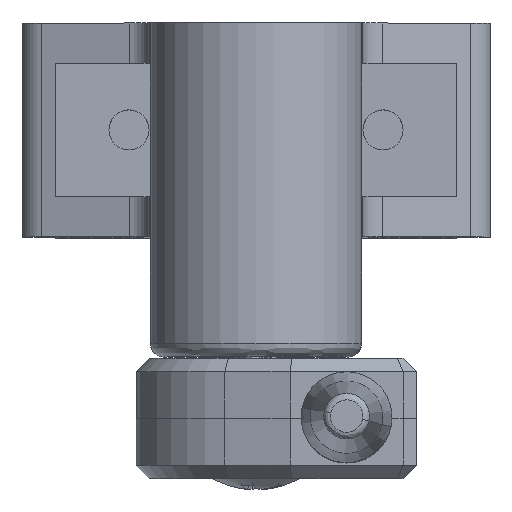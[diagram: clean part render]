
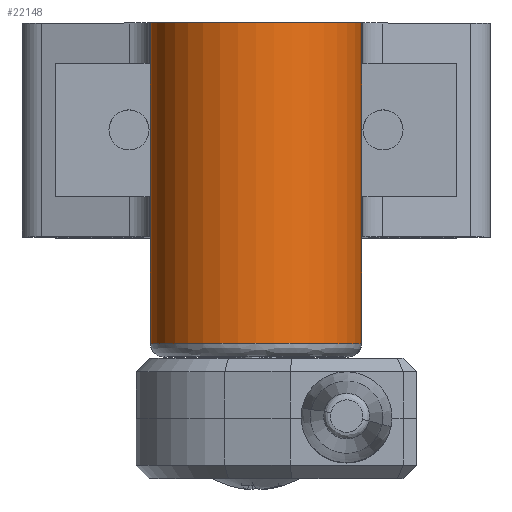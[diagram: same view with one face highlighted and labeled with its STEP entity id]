
A CAD part, top view. The second image highlights one B-rep face of the part: STEP entity #22148.
In plain terms, the highlighted cylindrical face has radius 7.9 mm (diameter 15.8 mm), a partial arc.
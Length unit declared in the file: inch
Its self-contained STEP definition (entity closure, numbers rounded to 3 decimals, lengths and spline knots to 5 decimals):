
#49 = AXIS2_PLACEMENT_3D ( 'NONE', #2891, #19987, #22728 ) ;
#1048 = ORIENTED_EDGE ( 'NONE', *, *, #24061, .F. ) ;
#1760 = AXIS2_PLACEMENT_3D ( 'NONE', #14599, #27478, #5848 ) ;
#1794 = VERTEX_POINT ( 'NONE', #14655 ) ;
#1988 = CARTESIAN_POINT ( 'NONE',  ( 0.27725, 0.31496, 2.23707 ) ) ;
#2851 = VECTOR ( 'NONE', #14796, 39.37008 ) ;
#2891 = CARTESIAN_POINT ( 'NONE',  ( -0.03377, 0.31496, 2.23707 ) ) ;
#3966 = AXIS2_PLACEMENT_3D ( 'NONE', #16819, #21181, #23070 ) ;
#3974 = VERTEX_POINT ( 'NONE', #25448 ) ;
#5848 = DIRECTION ( 'NONE',  ( 1., 0., 0. ) ) ;
#5944 = CARTESIAN_POINT ( 'NONE',  ( 0.27725, -0.31496, 2.23707 ) ) ;
#6608 = CARTESIAN_POINT ( 'NONE',  ( 0.27725, -0.62992, 2.23707 ) ) ;
#7152 = VECTOR ( 'NONE', #13593, 39.37008 ) ;
#7934 = LINE ( 'NONE', #1988, #13438 ) ;
#8931 = EDGE_CURVE ( 'NONE', #3974, #13972, #13277, .T. ) ;
#9193 = CARTESIAN_POINT ( 'NONE',  ( -0.3448, 0.31496, 2.23707 ) ) ;
#9285 = EDGE_CURVE ( 'NONE', #21612, #1794, #21019, .T. ) ;
#9410 = VECTOR ( 'NONE', #20123, 39.37008 ) ;
#10710 = DIRECTION ( 'NONE',  ( 0., -1., 0. ) ) ;
#10805 = EDGE_CURVE ( 'NONE', #13972, #26391, #22710, .T. ) ;
#11053 = CARTESIAN_POINT ( 'NONE',  ( -0.3448, -0.62992, 2.23707 ) ) ;
#11517 = EDGE_CURVE ( 'NONE', #21057, #21612, #18910, .T. ) ;
#13277 = LINE ( 'NONE', #9193, #7152 ) ;
#13438 = VECTOR ( 'NONE', #10710, 39.37008 ) ;
#13593 = DIRECTION ( 'NONE',  ( 0., -1., 0. ) ) ;
#13972 = VERTEX_POINT ( 'NONE', #11053 ) ;
#14599 = CARTESIAN_POINT ( 'NONE',  ( -0.03377, 0.31496, 2.23707 ) ) ;
#14655 = CARTESIAN_POINT ( 'NONE',  ( -0.3448, 0.31496, 2.23707 ) ) ;
#14796 = DIRECTION ( 'NONE',  ( 0., -1., 0. ) ) ;
#14894 = CARTESIAN_POINT ( 'NONE',  ( -0.3448, 0.31496, 2.23707 ) ) ;
#16819 = CARTESIAN_POINT ( 'NONE',  ( -0.03377, -0.62992, 2.23707 ) ) ;
#17954 = CARTESIAN_POINT ( 'NONE',  ( 0.27725, 0.31496, 2.23707 ) ) ;
#18910 = LINE ( 'NONE', #17954, #9410 ) ;
#19892 = CARTESIAN_POINT ( 'NONE',  ( 0.27725, 0.31496, 2.23707 ) ) ;
#19987 = DIRECTION ( 'NONE',  ( 0., -1., 0. ) ) ;
#20123 = DIRECTION ( 'NONE',  ( 0., 1., 0. ) ) ;
#20228 = ORIENTED_EDGE ( 'NONE', *, *, #11517, .T. ) ;
#21019 = CIRCLE ( 'NONE', #1760, 0.31102 ) ;
#21057 = VERTEX_POINT ( 'NONE', #5944 ) ;
#21181 = DIRECTION ( 'NONE',  ( 0., 1., 0. ) ) ;
#21366 = EDGE_CURVE ( 'NONE', #1794, #3974, #23233, .T. ) ;
#21612 = VERTEX_POINT ( 'NONE', #19892 ) ;
#22148 = ADVANCED_FACE ( 'NONE', ( #23208 ), #27968, .T. ) ;
#22710 = CIRCLE ( 'NONE', #3966, 0.31102 ) ;
#22728 = DIRECTION ( 'NONE',  ( 1., 0., 0. ) ) ;
#22839 = ORIENTED_EDGE ( 'NONE', *, *, #8931, .T. ) ;
#23070 = DIRECTION ( 'NONE',  ( 1., 0., 0. ) ) ;
#23208 = FACE_OUTER_BOUND ( 'NONE', #24857, .T. ) ;
#23233 = LINE ( 'NONE', #14894, #2851 ) ;
#24061 = EDGE_CURVE ( 'NONE', #21057, #26391, #7934, .T. ) ;
#24694 = ORIENTED_EDGE ( 'NONE', *, *, #21366, .T. ) ;
#24857 = EDGE_LOOP ( 'NONE', ( #24694, #22839, #26942, #1048, #20228, #25002 ) ) ;
#25002 = ORIENTED_EDGE ( 'NONE', *, *, #9285, .T. ) ;
#25448 = CARTESIAN_POINT ( 'NONE',  ( -0.3448, -0.31496, 2.23707 ) ) ;
#26391 = VERTEX_POINT ( 'NONE', #6608 ) ;
#26942 = ORIENTED_EDGE ( 'NONE', *, *, #10805, .T. ) ;
#27478 = DIRECTION ( 'NONE',  ( 0., -1., 0. ) ) ;
#27968 = CYLINDRICAL_SURFACE ( 'NONE', #49, 0.31102 ) ;
